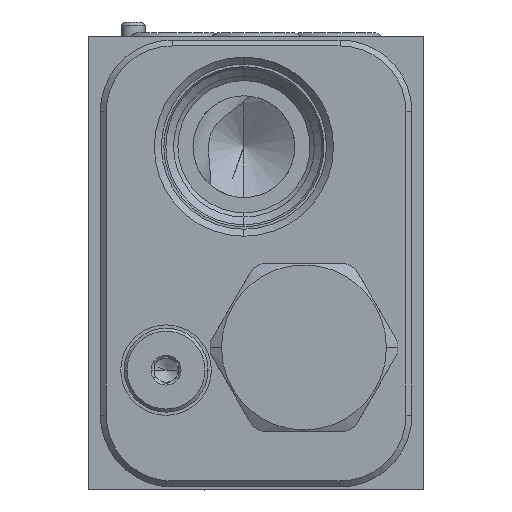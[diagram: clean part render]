
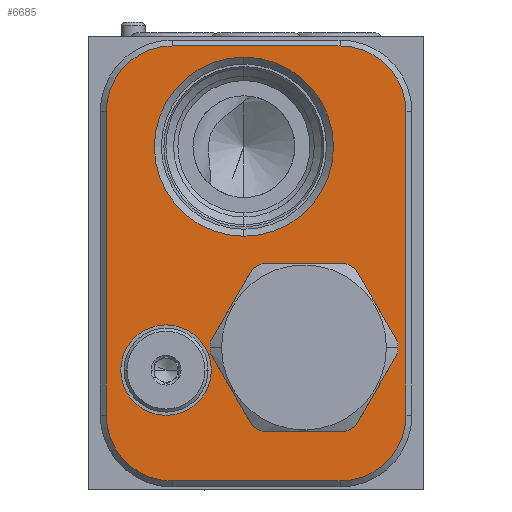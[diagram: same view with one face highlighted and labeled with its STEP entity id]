
A CAD part, front view. The second image highlights one B-rep face of the part: STEP entity #6685.
In plain terms, the highlighted planar face has unit normal (0, -1, 0).
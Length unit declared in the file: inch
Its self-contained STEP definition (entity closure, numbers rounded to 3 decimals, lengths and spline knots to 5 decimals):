
#601=CARTESIAN_POINT('',(1.313,-5.188,1.971));
#602=DIRECTION('',(0.,1.,0.));
#603=DIRECTION('',(0.,0.,1.));
#604=AXIS2_PLACEMENT_3D('',#601,#602,#603);
#615=CARTESIAN_POINT('',(1.125,-5.188,0.743));
#616=DIRECTION('',(0.,1.,0.));
#617=DIRECTION('',(0.,0.,-1.));
#618=AXIS2_PLACEMENT_3D('',#615,#616,#617);
#620=CARTESIAN_POINT('',(1.125,-5.188,0.743));
#621=DIRECTION('',(0.,1.,0.));
#622=DIRECTION('',(0.,0.,1.));
#623=AXIS2_PLACEMENT_3D('',#620,#621,#622);
#625=CARTESIAN_POINT('',(0.812,-5.188,1.79));
#626=DIRECTION('',(0.,1.,0.));
#627=DIRECTION('',(0.,0.,-1.));
#628=AXIS2_PLACEMENT_3D('',#625,#626,#627);
#630=CARTESIAN_POINT('',(0.812,-5.188,1.79));
#631=DIRECTION('',(0.,1.,0.));
#632=DIRECTION('',(0.,0.,1.));
#633=AXIS2_PLACEMENT_3D('',#630,#631,#632);
#635=CARTESIAN_POINT('',(0.406,-5.188,0.625));
#636=DIRECTION('',(0.,1.,0.));
#637=DIRECTION('',(0.,0.,-1.));
#638=AXIS2_PLACEMENT_3D('',#635,#636,#637);
#640=CARTESIAN_POINT('',(0.406,-5.188,0.625));
#641=DIRECTION('',(0.,1.,0.));
#642=DIRECTION('',(0.,0.,1.));
#643=AXIS2_PLACEMENT_3D('',#640,#641,#642);
#5264=DIRECTION('',(0.,0.,-1.));
#5265=VECTOR('',#5264,1.58);
#5266=CARTESIAN_POINT('',(1.657,-5.188,1.971));
#5267=LINE('',#5266,#5265);
#5284=CARTESIAN_POINT('',(1.313,-5.188,0.391));
#5285=DIRECTION('',(0.,1.,0.));
#5286=DIRECTION('',(1.,0.,0.));
#5287=AXIS2_PLACEMENT_3D('',#5284,#5285,#5286);
#5302=DIRECTION('',(-1.,0.,0.));
#5303=VECTOR('',#5302,0.875);
#5304=CARTESIAN_POINT('',(1.313,-5.188,0.047));
#5305=LINE('',#5304,#5303);
#5318=CARTESIAN_POINT('',(0.438,-5.188,0.391));
#5319=DIRECTION('',(0.,1.,0.));
#5320=DIRECTION('',(0.,0.,-1.));
#5321=AXIS2_PLACEMENT_3D('',#5318,#5319,#5320);
#5332=DIRECTION('',(0.,0.,1.));
#5333=VECTOR('',#5332,1.58);
#5334=CARTESIAN_POINT('',(0.094,-5.188,0.391));
#5335=LINE('',#5334,#5333);
#5352=CARTESIAN_POINT('',(0.438,-5.188,1.971));
#5353=DIRECTION('',(0.,1.,0.));
#5354=DIRECTION('',(-1.,0.,0.));
#5355=AXIS2_PLACEMENT_3D('',#5352,#5353,#5354);
#5366=DIRECTION('',(1.,0.,0.));
#5367=VECTOR('',#5366,0.875);
#5368=CARTESIAN_POINT('',(0.438,-5.188,2.315));
#5369=LINE('',#5368,#5367);
#6076=CARTESIAN_POINT('',(1.125,-5.188,0.31131));
#6077=CARTESIAN_POINT('',(1.125,-5.188,1.17469));
#6078=VERTEX_POINT('',#6076);
#6079=VERTEX_POINT('',#6077);
#6133=CARTESIAN_POINT('',(0.812,-5.188,
2.257));
#6134=VERTEX_POINT('',#6133);
#6143=CARTESIAN_POINT('',(0.812,-5.188,
1.323));
#6144=VERTEX_POINT('',#6143);
#6169=CARTESIAN_POINT('',(0.406,-5.188,0.389));
#6170=CARTESIAN_POINT('',(0.406,-5.188,0.861));
#6171=VERTEX_POINT('',#6169);
#6172=VERTEX_POINT('',#6170);
#6215=CARTESIAN_POINT('',(1.313,-5.188,0.047));
#6216=CARTESIAN_POINT('',(0.438,-5.188,0.047));
#6217=VERTEX_POINT('',#6215);
#6218=VERTEX_POINT('',#6216);
#6223=CARTESIAN_POINT('',(0.094,-5.188,0.391));
#6224=VERTEX_POINT('',#6223);
#6227=CARTESIAN_POINT('',(0.094,-5.188,1.971));
#6228=VERTEX_POINT('',#6227);
#6231=CARTESIAN_POINT('',(0.438,-5.188,2.315));
#6232=VERTEX_POINT('',#6231);
#6235=CARTESIAN_POINT('',(1.313,-5.188,2.315));
#6236=VERTEX_POINT('',#6235);
#6239=CARTESIAN_POINT('',(1.657,-5.188,1.971));
#6240=VERTEX_POINT('',#6239);
#6243=CARTESIAN_POINT('',(1.657,-5.188,0.391));
#6244=VERTEX_POINT('',#6243);
#6645=CARTESIAN_POINT('',(0.,-5.188,0.));
#6646=DIRECTION('',(0.,-1.,0.));
#6647=DIRECTION('',(1.,0.,0.));
#6648=AXIS2_PLACEMENT_3D('',#6645,#6646,#6647);
#6649=PLANE('',#6648);
#6650=ORIENTED_EDGE('',*,*,#6635,.T.);
#6652=ORIENTED_EDGE('',*,*,#6651,.T.);
#6654=ORIENTED_EDGE('',*,*,#6653,.T.);
#6656=ORIENTED_EDGE('',*,*,#6655,.T.);
#6658=ORIENTED_EDGE('',*,*,#6657,.T.);
#6660=ORIENTED_EDGE('',*,*,#6659,.T.);
#6662=ORIENTED_EDGE('',*,*,#6661,.T.);
#6664=ORIENTED_EDGE('',*,*,#6663,.T.);
#6665=EDGE_LOOP('',(#6650,#6652,#6654,#6656,#6658,#6660,#6662,#6664));
#6666=FACE_OUTER_BOUND('',#6665,.F.);
#6668=ORIENTED_EDGE('',*,*,#6667,.F.);
#6670=ORIENTED_EDGE('',*,*,#6669,.F.);
#6671=EDGE_LOOP('',(#6668,#6670));
#6672=FACE_BOUND('',#6671,.F.);
#6674=ORIENTED_EDGE('',*,*,#6673,.F.);
#6676=ORIENTED_EDGE('',*,*,#6675,.F.);
#6677=EDGE_LOOP('',(#6674,#6676));
#6678=FACE_BOUND('',#6677,.F.);
#6680=ORIENTED_EDGE('',*,*,#6679,.F.);
#6682=ORIENTED_EDGE('',*,*,#6681,.F.);
#6683=EDGE_LOOP('',(#6680,#6682));
#6684=FACE_BOUND('',#6683,.F.);
#6685=ADVANCED_FACE('',(#6666,#6672,#6678,#6684),#6649,.T.);
#605=CIRCLE('',#604,0.344);
#619=CIRCLE('',#618,0.43169);
#624=CIRCLE('',#623,0.43169);
#629=CIRCLE('',#628,0.467);
#634=CIRCLE('',#633,0.467);
#639=CIRCLE('',#638,0.236);
#644=CIRCLE('',#643,0.236);
#5288=CIRCLE('',#5287,0.344);
#5322=CIRCLE('',#5321,0.344);
#5356=CIRCLE('',#5355,0.344);
#6635=EDGE_CURVE('',#6236,#6240,#605,.T.);
#6651=EDGE_CURVE('',#6240,#6244,#5267,.T.);
#6653=EDGE_CURVE('',#6244,#6217,#5288,.T.);
#6655=EDGE_CURVE('',#6217,#6218,#5305,.T.);
#6657=EDGE_CURVE('',#6218,#6224,#5322,.T.);
#6659=EDGE_CURVE('',#6224,#6228,#5335,.T.);
#6661=EDGE_CURVE('',#6228,#6232,#5356,.T.);
#6663=EDGE_CURVE('',#6232,#6236,#5369,.T.);
#6667=EDGE_CURVE('',#6144,#6134,#629,.T.);
#6669=EDGE_CURVE('',#6134,#6144,#634,.T.);
#6673=EDGE_CURVE('',#6171,#6172,#639,.T.);
#6675=EDGE_CURVE('',#6172,#6171,#644,.T.);
#6679=EDGE_CURVE('',#6078,#6079,#619,.T.);
#6681=EDGE_CURVE('',#6079,#6078,#624,.T.);
